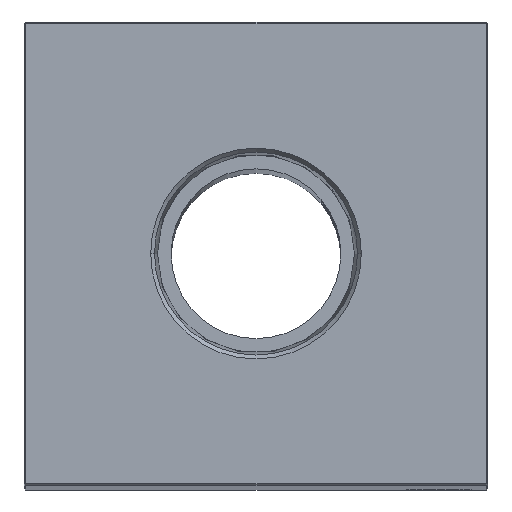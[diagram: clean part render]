
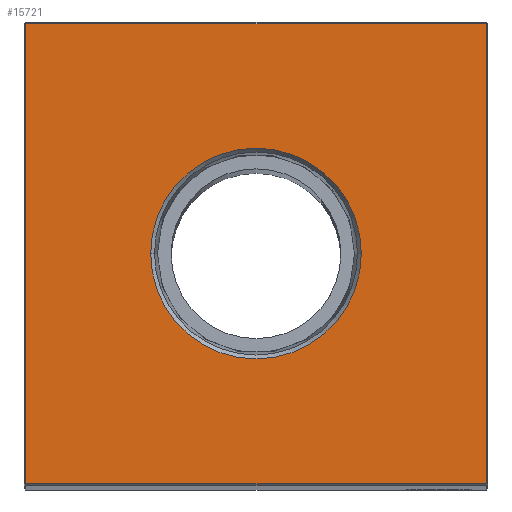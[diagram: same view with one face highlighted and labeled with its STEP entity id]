
A CAD part, top view. The second image highlights one B-rep face of the part: STEP entity #15721.
In plain terms, the highlighted planar face has unit normal (0, 0, 1).
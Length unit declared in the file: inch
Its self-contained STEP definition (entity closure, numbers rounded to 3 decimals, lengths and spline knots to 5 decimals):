
#122 = LINE ( 'NONE', #10552, #28750 ) ;
#1945 = LINE ( 'NONE', #12347, #25231 ) ;
#3058 = VERTEX_POINT ( 'NONE', #6589 ) ;
#4079 = PLANE ( 'NONE',  #26603 ) ;
#4690 = ORIENTED_EDGE ( 'NONE', *, *, #31191, .F. ) ;
#5458 = EDGE_LOOP ( 'NONE', ( #27977, #10771, #10321, #27784 ) ) ;
#5610 = CARTESIAN_POINT ( 'NONE',  ( 0., 0., 18.25 ) ) ;
#6004 = CARTESIAN_POINT ( 'NONE',  ( -1.49, 0., 18.25 ) ) ;
#6484 = DIRECTION ( 'NONE',  ( 0., 0., 1. ) ) ;
#6589 = CARTESIAN_POINT ( 'NONE',  ( 0.68248, 0., 18.25 ) ) ;
#6956 = CARTESIAN_POINT ( 'NONE',  ( 0., 0., 18.25 ) ) ;
#9801 = CIRCLE ( 'NONE', #28845, 0.68248 ) ;
#10321 = ORIENTED_EDGE ( 'NONE', *, *, #25848, .T. ) ;
#10464 = LINE ( 'NONE', #20866, #20701 ) ;
#10508 = AXIS2_PLACEMENT_3D ( 'NONE', #5610, #16003, #26404 ) ;
#10552 = CARTESIAN_POINT ( 'NONE',  ( 0., -1.49, 18.25 ) ) ;
#10594 = CARTESIAN_POINT ( 'NONE',  ( 1.49, 1.49, 18.25 ) ) ;
#10771 = ORIENTED_EDGE ( 'NONE', *, *, #27117, .T. ) ;
#11941 = CARTESIAN_POINT ( 'NONE',  ( 1.49, -1.49, 18.25 ) ) ;
#12347 = CARTESIAN_POINT ( 'NONE',  ( 0., 1.49, 18.25 ) ) ;
#12763 = EDGE_CURVE ( 'NONE', #27653, #16823, #29336, .T. ) ;
#14586 = ORIENTED_EDGE ( 'NONE', *, *, #21637, .F. ) ;
#14828 = VERTEX_POINT ( 'NONE', #11941 ) ;
#15721 = ADVANCED_FACE ( 'NONE', ( #17033, #27441 ), #4079, .F. ) ;
#16003 = DIRECTION ( 'NONE',  ( 0., 0., 1. ) ) ;
#16393 = DIRECTION ( 'NONE',  ( 0., -1., 0. ) ) ;
#16823 = VERTEX_POINT ( 'NONE', #17374 ) ;
#16866 = DIRECTION ( 'NONE',  ( 1., 0., 0. ) ) ;
#16984 = CARTESIAN_POINT ( 'NONE',  ( -0.68248, 0., 18.25 ) ) ;
#17033 = FACE_OUTER_BOUND ( 'NONE', #5458, .T. ) ;
#17349 = DIRECTION ( 'NONE',  ( 0., 0., -1. ) ) ;
#17374 = CARTESIAN_POINT ( 'NONE',  ( -1.49, -1.49, 18.25 ) ) ;
#18146 = VERTEX_POINT ( 'NONE', #16984 ) ;
#20701 = VECTOR ( 'NONE', #31269, 39.37008 ) ;
#20866 = CARTESIAN_POINT ( 'NONE',  ( 1.49, 0., 18.25 ) ) ;
#20952 = DIRECTION ( 'NONE',  ( 1., 0., 0. ) ) ;
#21637 = EDGE_CURVE ( 'NONE', #3058, #18146, #9801, .T. ) ;
#22742 = DIRECTION ( 'NONE',  ( -1., 0., 0. ) ) ;
#24054 = VECTOR ( 'NONE', #16393, 39.37008 ) ;
#25058 = EDGE_LOOP ( 'NONE', ( #14586, #4690 ) ) ;
#25210 = CIRCLE ( 'NONE', #10508, 0.68248 ) ;
#25231 = VECTOR ( 'NONE', #22742, 39.37008 ) ;
#25848 = EDGE_CURVE ( 'NONE', #14828, #29003, #10464, .T. ) ;
#26404 = DIRECTION ( 'NONE',  ( 1., 0., 0. ) ) ;
#26603 = AXIS2_PLACEMENT_3D ( 'NONE', #6956, #17349, #27751 ) ;
#27117 = EDGE_CURVE ( 'NONE', #16823, #14828, #122, .T. ) ;
#27441 = FACE_BOUND ( 'NONE', #25058, .T. ) ;
#27653 = VERTEX_POINT ( 'NONE', #29666 ) ;
#27751 = DIRECTION ( 'NONE',  ( -1., 0., 0. ) ) ;
#27784 = ORIENTED_EDGE ( 'NONE', *, *, #31649, .T. ) ;
#27977 = ORIENTED_EDGE ( 'NONE', *, *, #12763, .T. ) ;
#28750 = VECTOR ( 'NONE', #20952, 39.37008 ) ;
#28845 = AXIS2_PLACEMENT_3D ( 'NONE', #29814, #6484, #16866 ) ;
#29003 = VERTEX_POINT ( 'NONE', #10594 ) ;
#29336 = LINE ( 'NONE', #6004, #24054 ) ;
#29666 = CARTESIAN_POINT ( 'NONE',  ( -1.49, 1.49, 18.25 ) ) ;
#29814 = CARTESIAN_POINT ( 'NONE',  ( 0., 0., 18.25 ) ) ;
#31191 = EDGE_CURVE ( 'NONE', #18146, #3058, #25210, .T. ) ;
#31269 = DIRECTION ( 'NONE',  ( 0., 1., 0. ) ) ;
#31649 = EDGE_CURVE ( 'NONE', #29003, #27653, #1945, .T. ) ;
